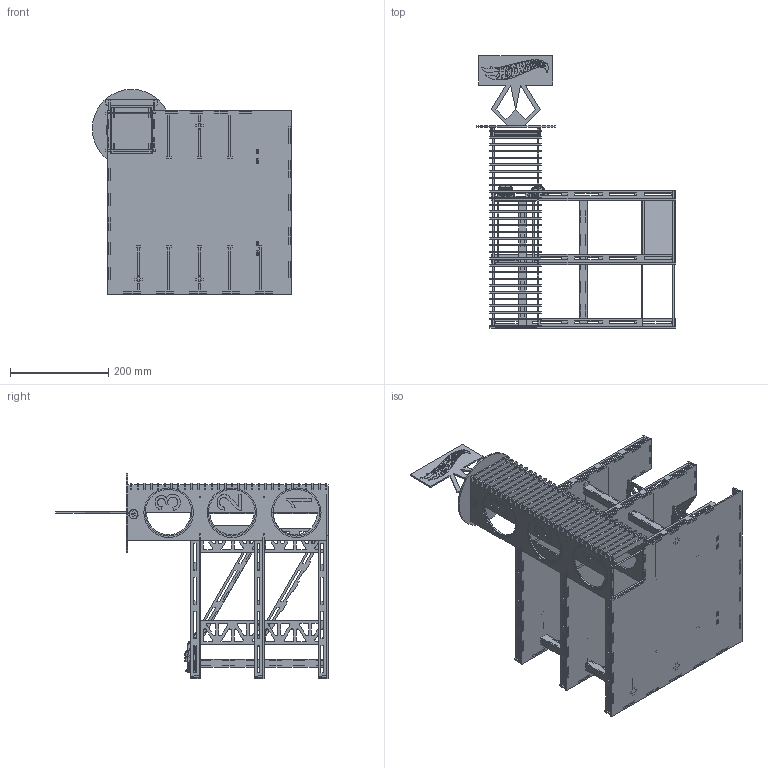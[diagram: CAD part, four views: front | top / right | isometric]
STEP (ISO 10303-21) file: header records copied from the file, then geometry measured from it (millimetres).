
FILE_DESCRIPTION(('FreeCAD Model'),'2;1');
FILE_NAME('Open CASCADE Shape Model','2025-05-03T14:09:08',('FreeCAD'),( 'FreeCAD'),'Open CASCADE STEP processor 7.6','FreeCAD','Unknown');
FILE_SCHEMA(('AUTOMOTIVE_DESIGN { 1 0 10303 214 1 1 1 1 }'));
Products named in the file (1): Open CASCADE STEP translator 7.6 1
Bounding box: 405.33 x 554.19 x 417.5 mm (x, y, z)
Volume: 2109037.7 mm3; surface area: 1631588.3 mm2
Topology: 92 solids, 126 shells, 5504 faces, 15488 edges, 10109 vertices
Faces by surface type: plane 3926, bspline 1104, cylinder 402, torus 72
Full cylindrical faces by diameter (mm): 1 x8, 1.2 x2, 1.5 x4, 1.808 x2, 2 x5, 2.5 x49, 3 x5, 3.5 x2, 9.487 x3, 15 x4, 18 x4, 95 x9, 100.501 x9, 160 x1
Entity records: 265731 total; most frequent: CARTESIAN_POINT 130932, ORIENTED_EDGE 30555, DIRECTION 22903, EDGE_CURVE 15419, LINE 11647, VECTOR 11647, VERTEX_POINT 10109, FACE_BOUND 6158
